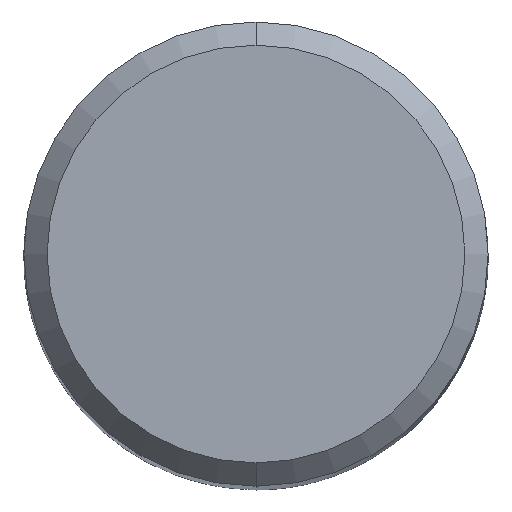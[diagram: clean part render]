
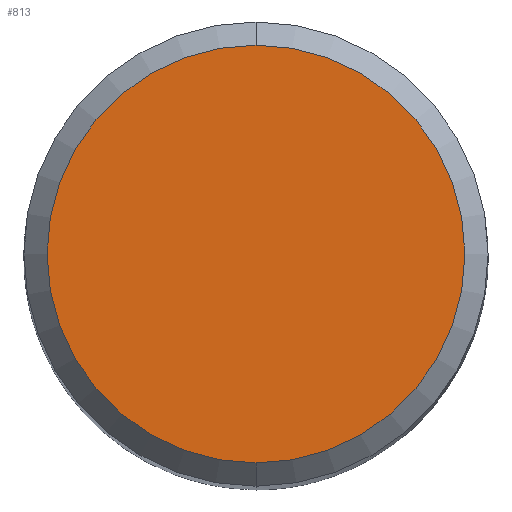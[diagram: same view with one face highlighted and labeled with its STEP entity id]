
A CAD part, top view. The second image highlights one B-rep face of the part: STEP entity #813.
In plain terms, the highlighted planar face has unit normal (0, 0, 1).
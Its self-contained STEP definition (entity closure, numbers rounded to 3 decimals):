
#427=VERTEX_POINT('',#1063);
#597=EDGE_CURVE('',#427,#785,#1247,.T.);
#671=EDGE_CURVE('',#785,#427,#1326,.T.);
#785=VERTEX_POINT('',#1454);
#813=ADVANCED_FACE('',(#1483),#1484,.T.);
#1063=CARTESIAN_POINT('',(0.0,7.2,0.0));
#1247=CIRCLE('',#2554,7.2);
#1326=CIRCLE('',#2747,7.2);
#1454=CARTESIAN_POINT('',(0.,-7.2,0.0));
#1483=FACE_OUTER_BOUND('',#3116,.T.);
#1484=PLANE('',#3117);
#2554=AXIS2_PLACEMENT_3D('',#3740,#3741,#3742);
#2747=AXIS2_PLACEMENT_3D('',#3821,#3822,#3823);
#3116=EDGE_LOOP('',(#3992,#3993));
#3117=AXIS2_PLACEMENT_3D('',#3994,#3995,#3996);
#3740=CARTESIAN_POINT('',(0.0,0.0,0.0));
#3741=DIRECTION('',(0.0,0.0,-1.0));
#3742=DIRECTION('',(0.0,1.0,0.0));
#3821=CARTESIAN_POINT('',(0.0,0.0,0.0));
#3822=DIRECTION('',(0.0,0.0,-1.0));
#3823=DIRECTION('',(0.0,1.0,0.0));
#3992=ORIENTED_EDGE('',*,*,#597,.F.);
#3993=ORIENTED_EDGE('',*,*,#671,.F.);
#3994=CARTESIAN_POINT('',(0.0,3.6,0.0));
#3995=DIRECTION('',(-0.0,0.0,1.0));
#3996=DIRECTION('',(0.0,-1.0,0.0));
